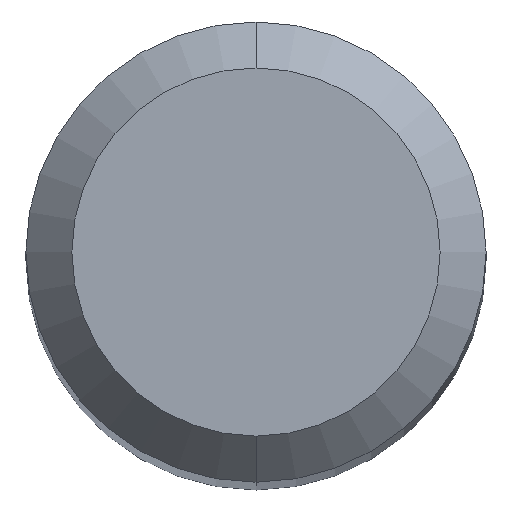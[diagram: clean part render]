
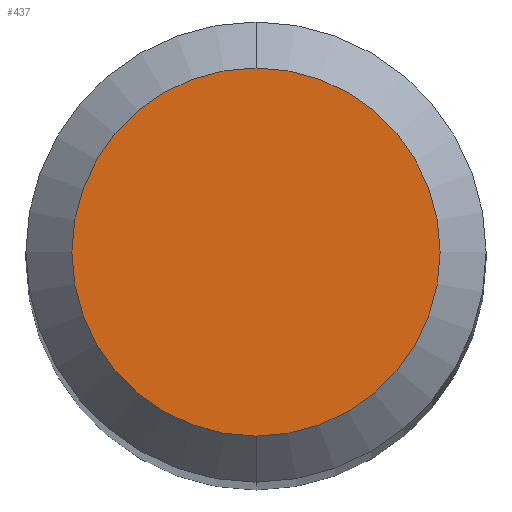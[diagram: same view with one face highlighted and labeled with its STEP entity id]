
A CAD part, top view. The second image highlights one B-rep face of the part: STEP entity #437.
In plain terms, the highlighted planar face has unit normal (0, 0, 1).
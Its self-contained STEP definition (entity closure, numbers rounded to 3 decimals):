
#263=EDGE_CURVE('',#441,#281,#580,.T.);
#275=EDGE_CURVE('',#281,#441,#594,.T.);
#281=VERTEX_POINT('',#600);
#437=ADVANCED_FACE('',(#769),#770,.T.);
#441=VERTEX_POINT('',#775);
#580=CIRCLE('',#1041,1.2);
#594=CIRCLE('',#1072,1.2);
#600=CARTESIAN_POINT('',(0.,-1.2,0.0));
#769=FACE_OUTER_BOUND('',#1407,.T.);
#770=PLANE('',#1408);
#775=CARTESIAN_POINT('',(0.0,1.2,0.0));
#1041=AXIS2_PLACEMENT_3D('',#1555,#1556,#1557);
#1072=AXIS2_PLACEMENT_3D('',#1583,#1584,#1585);
#1407=EDGE_LOOP('',(#1756,#1757));
#1408=AXIS2_PLACEMENT_3D('',#1758,#1759,#1760);
#1555=CARTESIAN_POINT('',(0.0,0.0,0.0));
#1556=DIRECTION('',(0.0,0.0,-1.0));
#1557=DIRECTION('',(0.0,1.0,0.0));
#1583=CARTESIAN_POINT('',(0.0,0.0,0.0));
#1584=DIRECTION('',(0.0,0.0,-1.0));
#1585=DIRECTION('',(0.0,1.0,0.0));
#1756=ORIENTED_EDGE('',*,*,#263,.F.);
#1757=ORIENTED_EDGE('',*,*,#275,.F.);
#1758=CARTESIAN_POINT('',(0.0,0.6,0.0));
#1759=DIRECTION('',(-0.0,0.0,1.0));
#1760=DIRECTION('',(0.0,-1.0,0.0));
